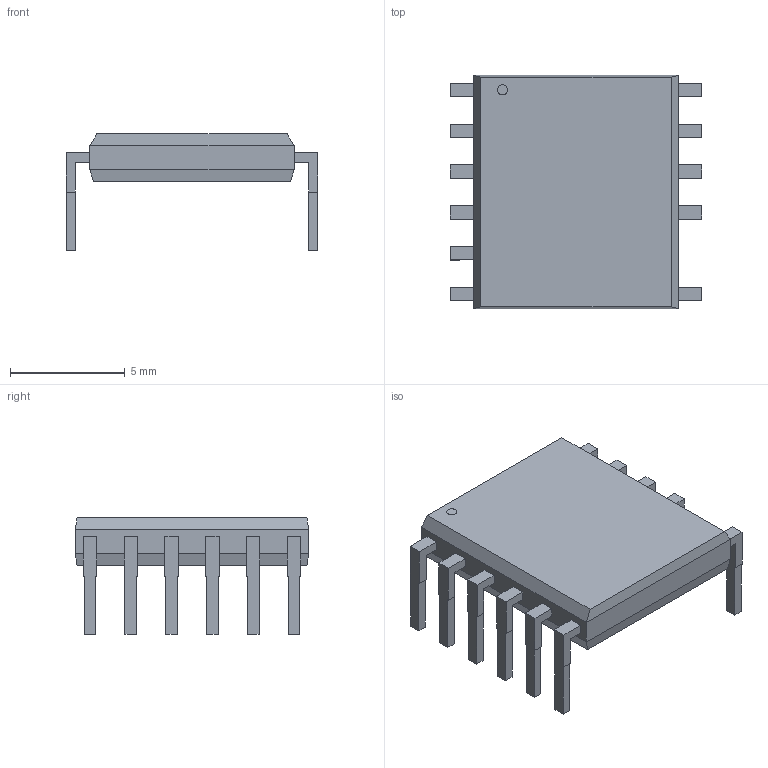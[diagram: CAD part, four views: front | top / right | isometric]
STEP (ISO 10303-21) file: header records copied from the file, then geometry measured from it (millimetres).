
FILE_DESCRIPTION(('STEP AP214'),'1');
FILE_NAME('eDIP-12B_PWI','2024-09-10T09:38:28',(''),(''),'','','');
FILE_SCHEMA(('AUTOMOTIVE_DESIGN'));
Length unit declared in the file: millimetre
Products named in the file (1): product
Bounding box: 10.97 x 10.16 x 5.08 mm (x, y, z)
Volume: 196.9 mm3; surface area: 357.4 mm2
Topology: 13 solids, 13 shells, 149 faces, 361 edges, 238 vertices
Faces by surface type: plane 148, cylinder 1
Full cylindrical faces by diameter (mm): 0.445 x1
Entity records: 4187 total; most frequent: ORIENTED_EDGE 720, DIRECTION 664, CARTESIAN_POINT 391, EDGE_CURVE 360, LINE 358, VECTOR 358, VERTEX_POINT 238, AXIS2_PLACEMENT_3D 153
